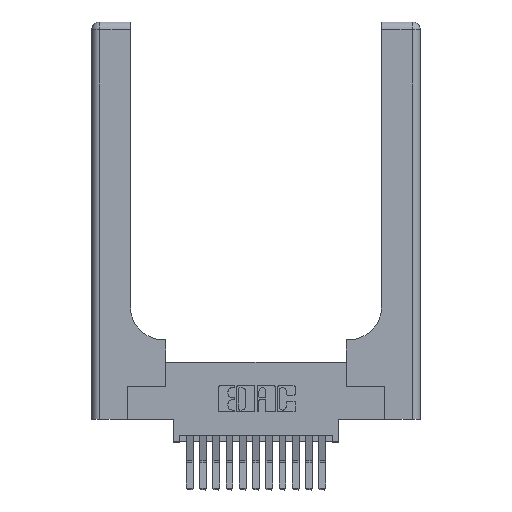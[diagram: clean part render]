
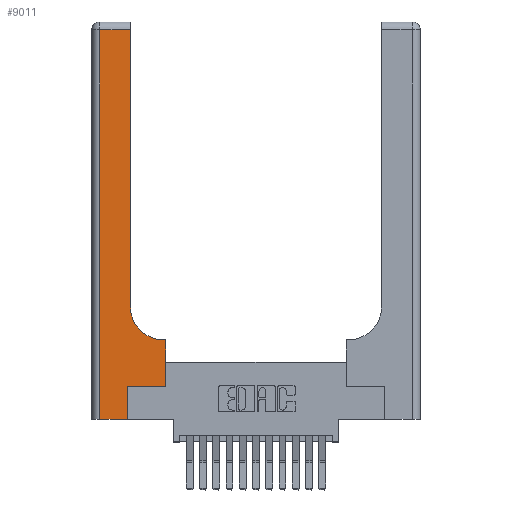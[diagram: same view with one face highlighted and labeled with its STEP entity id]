
A CAD part, top view. The second image highlights one B-rep face of the part: STEP entity #9011.
In plain terms, the highlighted planar face has unit normal (0, 0, 1).
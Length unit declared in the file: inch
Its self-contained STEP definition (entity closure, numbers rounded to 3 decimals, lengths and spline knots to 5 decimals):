
#158 = ORIENTED_EDGE ( 'NONE', *, *, #267, .T. ) ;
#267 = EDGE_CURVE ( 'NONE', #7632, #16619, #7409, .T. ) ;
#300 = VERTEX_POINT ( 'NONE', #2562 ) ;
#658 = ORIENTED_EDGE ( 'NONE', *, *, #10421, .T. ) ;
#677 = VERTEX_POINT ( 'NONE', #12790 ) ;
#878 = VERTEX_POINT ( 'NONE', #16149 ) ;
#1008 = LINE ( 'NONE', #3960, #11910 ) ;
#1085 = EDGE_CURVE ( 'NONE', #1279, #10774, #17295, .T. ) ;
#1119 = ORIENTED_EDGE ( 'NONE', *, *, #12305, .T. ) ;
#1258 = DIRECTION ( 'NONE',  ( -1., 0., 0. ) ) ;
#1279 = VERTEX_POINT ( 'NONE', #14332 ) ;
#1603 = ORIENTED_EDGE ( 'NONE', *, *, #3884, .T. ) ;
#1669 = ORIENTED_EDGE ( 'NONE', *, *, #15916, .T. ) ;
#1968 = DIRECTION ( 'NONE',  ( 0., 1., 0. ) ) ;
#2190 = VECTOR ( 'NONE', #15641, 39.37008 ) ;
#2357 = CARTESIAN_POINT ( 'NONE',  ( 0.06, 2.94, 0.37 ) ) ;
#2562 = CARTESIAN_POINT ( 'NONE',  ( 0.2915, 2.94, 0.37 ) ) ;
#2659 = DIRECTION ( 'NONE',  ( 1., 0., 0. ) ) ;
#2670 = VERTEX_POINT ( 'NONE', #2357 ) ;
#2765 = CARTESIAN_POINT ( 'NONE',  ( 0.269, 0.25, 0.37 ) ) ;
#2779 = LINE ( 'NONE', #8982, #7527 ) ;
#3884 = EDGE_CURVE ( 'NONE', #300, #2670, #14897, .T. ) ;
#3946 = CARTESIAN_POINT ( 'NONE',  ( 0., 2.94, 0.37 ) ) ;
#3960 = CARTESIAN_POINT ( 'NONE',  ( 0.06, 3., 0.37 ) ) ;
#4834 = VECTOR ( 'NONE', #1968, 39.37008 ) ;
#5342 = DIRECTION ( 'NONE',  ( 0., 0., -1. ) ) ;
#5734 = LINE ( 'NONE', #7758, #4834 ) ;
#5792 = CARTESIAN_POINT ( 'NONE',  ( 0., 3., 0.37 ) ) ;
#6490 = LINE ( 'NONE', #16783, #2190 ) ;
#6658 = CARTESIAN_POINT ( 'NONE',  ( 0.2915, 0.6, 0.37 ) ) ;
#7098 = VECTOR ( 'NONE', #10982, 39.37008 ) ;
#7224 = DIRECTION ( 'NONE',  ( 0., 0., -1. ) ) ;
#7409 = LINE ( 'NONE', #2765, #13901 ) ;
#7527 = VECTOR ( 'NONE', #11683, 39.37008 ) ;
#7632 = VERTEX_POINT ( 'NONE', #15366 ) ;
#7758 = CARTESIAN_POINT ( 'NONE',  ( 0.2915, 3., 0.37 ) ) ;
#8087 = CIRCLE ( 'NONE', #16436, 0.25 ) ;
#8107 = EDGE_CURVE ( 'NONE', #10774, #11855, #8087, .T. ) ;
#8265 = VECTOR ( 'NONE', #11946, 39.37008 ) ;
#8982 = CARTESIAN_POINT ( 'NONE',  ( 0.269, 0., 0.37 ) ) ;
#9011 = ADVANCED_FACE ( 'NONE', ( #16235 ), #14124, .F. ) ;
#9264 = EDGE_CURVE ( 'NONE', #16619, #1279, #11936, .T. ) ;
#10421 = EDGE_CURVE ( 'NONE', #2670, #878, #1008, .T. ) ;
#10454 = CARTESIAN_POINT ( 'NONE',  ( 0.5415, 0.6, 0.37 ) ) ;
#10567 = CARTESIAN_POINT ( 'NONE',  ( 0.5585, 0.25, 0.37 ) ) ;
#10774 = VERTEX_POINT ( 'NONE', #10454 ) ;
#10982 = DIRECTION ( 'NONE',  ( -1., 0., 0. ) ) ;
#11488 = EDGE_LOOP ( 'NONE', ( #1119, #1603, #658, #1669, #15953, #158, #17585, #16891, #17621 ) ) ;
#11683 = DIRECTION ( 'NONE',  ( 0., 1., 0. ) ) ;
#11724 = AXIS2_PLACEMENT_3D ( 'NONE', #5792, #7224, #16867 ) ;
#11855 = VERTEX_POINT ( 'NONE', #13818 ) ;
#11910 = VECTOR ( 'NONE', #12390, 39.37008 ) ;
#11936 = LINE ( 'NONE', #10567, #8265 ) ;
#11946 = DIRECTION ( 'NONE',  ( 0., 1., 0. ) ) ;
#12204 = EDGE_CURVE ( 'NONE', #677, #7632, #2779, .T. ) ;
#12305 = EDGE_CURVE ( 'NONE', #11855, #300, #5734, .T. ) ;
#12390 = DIRECTION ( 'NONE',  ( 0., -1., 0. ) ) ;
#12790 = CARTESIAN_POINT ( 'NONE',  ( 0.269, 0., 0.37 ) ) ;
#13653 = VECTOR ( 'NONE', #1258, 39.37008 ) ;
#13691 = CARTESIAN_POINT ( 'NONE',  ( 0.5415, 0.85, 0.37 ) ) ;
#13818 = CARTESIAN_POINT ( 'NONE',  ( 0.2915, 0.85, 0.37 ) ) ;
#13901 = VECTOR ( 'NONE', #2659, 39.37008 ) ;
#14124 = PLANE ( 'NONE',  #11724 ) ;
#14332 = CARTESIAN_POINT ( 'NONE',  ( 0.5585, 0.6, 0.37 ) ) ;
#14494 = CARTESIAN_POINT ( 'NONE',  ( 0.5585, 0.25, 0.37 ) ) ;
#14897 = LINE ( 'NONE', #3946, #7098 ) ;
#15067 = DIRECTION ( 'NONE',  ( 1., 0., 0. ) ) ;
#15366 = CARTESIAN_POINT ( 'NONE',  ( 0.269, 0.25, 0.37 ) ) ;
#15641 = DIRECTION ( 'NONE',  ( 1., 0., 0. ) ) ;
#15916 = EDGE_CURVE ( 'NONE', #878, #677, #6490, .T. ) ;
#15953 = ORIENTED_EDGE ( 'NONE', *, *, #12204, .T. ) ;
#16149 = CARTESIAN_POINT ( 'NONE',  ( 0.06, 0., 0.37 ) ) ;
#16235 = FACE_OUTER_BOUND ( 'NONE', #11488, .T. ) ;
#16436 = AXIS2_PLACEMENT_3D ( 'NONE', #13691, #5342, #15067 ) ;
#16619 = VERTEX_POINT ( 'NONE', #14494 ) ;
#16783 = CARTESIAN_POINT ( 'NONE',  ( 0., 0., 0.37 ) ) ;
#16867 = DIRECTION ( 'NONE',  ( -1., 0., 0. ) ) ;
#16891 = ORIENTED_EDGE ( 'NONE', *, *, #1085, .T. ) ;
#17295 = LINE ( 'NONE', #6658, #13653 ) ;
#17585 = ORIENTED_EDGE ( 'NONE', *, *, #9264, .T. ) ;
#17621 = ORIENTED_EDGE ( 'NONE', *, *, #8107, .T. ) ;
